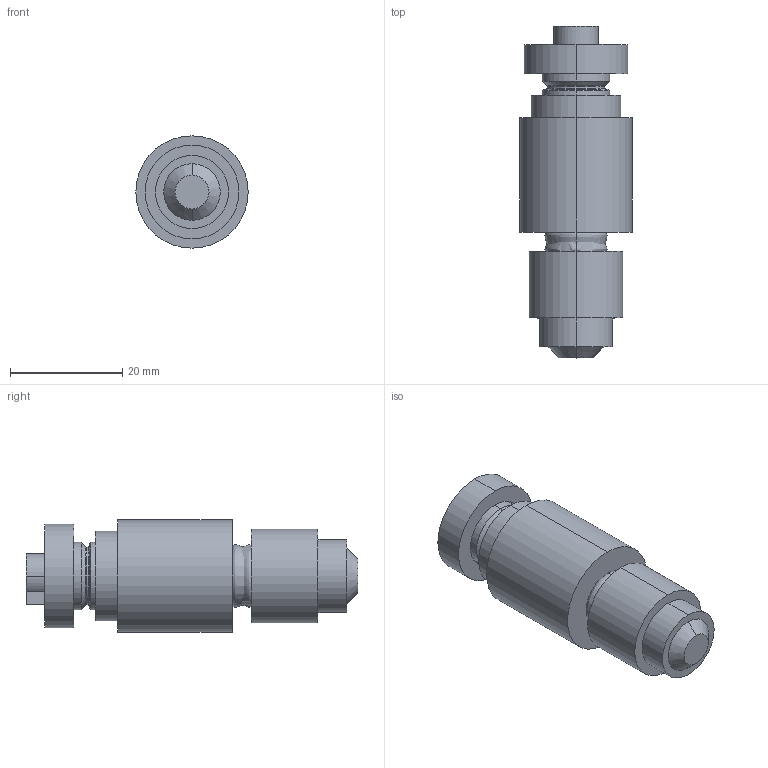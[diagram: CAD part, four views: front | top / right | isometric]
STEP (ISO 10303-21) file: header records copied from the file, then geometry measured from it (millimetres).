
FILE_DESCRIPTION (( 'STEP AP214' ), '1' );
FILE_NAME ('Dummy Revo Micro (No Fan).STEP', '2021-11-15T09:49:55', ( '' ), ( '' ), 'SwSTEP 2.0', 'SolidWorks 2021', '' );
FILE_SCHEMA (( 'AUTOMOTIVE_DESIGN' ));
Length unit declared in the file: inch
Products named in the file (1): Dummy Revo Micro (No Fan)
Bounding box: 20 x 59.1 x 20 mm (x, y, z)
Volume: 12836.2 mm3; surface area: 4586.5 mm2
Topology: 2 solids, 2 shells, 53 faces, 110 edges, 68 vertices
Faces by surface type: cylinder 21, plane 18, cone 8, torus 4, bspline 2
Entity records: 1521 total; most frequent: CARTESIAN_POINT 288, DIRECTION 278, ORIENTED_EDGE 220, AXIS2_PLACEMENT_3D 118, EDGE_CURVE 110, VERTEX_POINT 68, CIRCLE 66, EDGE_LOOP 62
